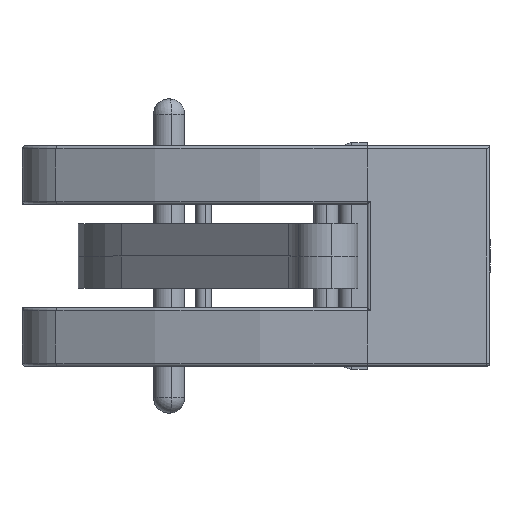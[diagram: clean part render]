
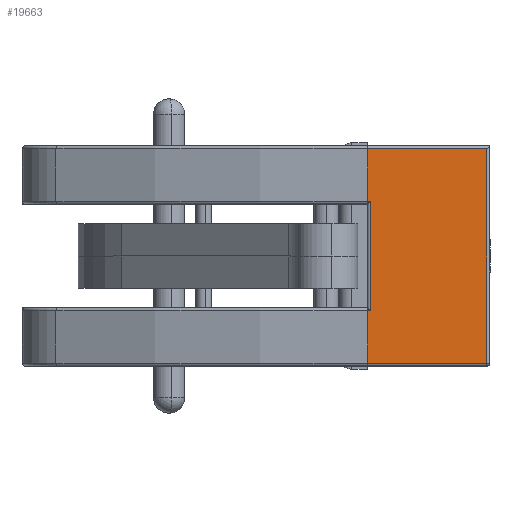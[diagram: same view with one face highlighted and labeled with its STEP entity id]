
A CAD part, left-side view. The second image highlights one B-rep face of the part: STEP entity #19663.
In plain terms, the highlighted planar face has unit normal (-1, 0, 0).
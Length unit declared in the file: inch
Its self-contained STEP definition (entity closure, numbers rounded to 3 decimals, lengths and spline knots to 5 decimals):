
#3951 = FACE_OUTER_BOUND ( 'NONE', #40571, .T. ) ;
#15827 = EDGE_CURVE ( 'NONE', #52653, #53832, #60371, .T. ) ;
#15832 = EDGE_CURVE ( 'NONE', #53833, #52650, #60367, .T. ) ;
#15833 = EDGE_CURVE ( 'NONE', #52650, #52651, #60381, .T. ) ;
#15834 = EDGE_CURVE ( 'NONE', #52651, #53834, #60383, .T. ) ;
#15835 = EDGE_CURVE ( 'NONE', #53835, #52652, #60385, .T. ) ;
#16519 = EDGE_CURVE ( 'NONE', #52652, #52653, #60389, .T. ) ;
#19663 = ADVANCED_FACE ( 'NONE', ( #3951 ), #28872, .F. ) ;
#28871 = CARTESIAN_POINT ( 'NONE',  ( -3.625, 0., 1.09375 ) ) ;
#28872 = PLANE ( 'NONE',  #29844 ) ;
#28877 = DIRECTION ( 'NONE',  ( 1., 0., 0. ) ) ;
#28878 = DIRECTION ( 'NONE',  ( 0., 0., -1. ) ) ;
#29844 = AXIS2_PLACEMENT_3D ( 'NONE', #28871, #28877, #28878 ) ;
#34604 = CARTESIAN_POINT ( 'NONE',  ( -3.625, 1.21825, 1.09375 ) ) ;
#34605 = DIRECTION ( 'NONE',  ( 0., 0., -1. ) ) ;
#34612 = CARTESIAN_POINT ( 'NONE',  ( -3.625, 1.21825, 1.09375 ) ) ;
#34613 = DIRECTION ( 'NONE',  ( 0., 0., -1. ) ) ;
#35031 = CARTESIAN_POINT ( 'NONE',  ( -3.625, 1.18825, 0.54563 ) ) ;
#35032 = CARTESIAN_POINT ( 'NONE',  ( -3.625, 1.18825, -0.54562 ) ) ;
#35033 = CARTESIAN_POINT ( 'NONE',  ( -3.625, 0.03, -1.06375 ) ) ;
#35034 = CARTESIAN_POINT ( 'NONE',  ( -3.625, 0.03, 1.06375 ) ) ;
#35676 = LINE ( 'NONE', #34612, #35684 ) ;
#35678 = LINE ( 'NONE', #34604, #35679 ) ;
#35679 = VECTOR ( 'NONE', #34605, 39.37008 ) ;
#35684 = VECTOR ( 'NONE', #34613, 39.37008 ) ;
#37924 = CARTESIAN_POINT ( 'NONE',  ( -3.625, 1.21825, 1.06375 ) ) ;
#37925 = CARTESIAN_POINT ( 'NONE',  ( -3.625, 1.21825, 0.54563 ) ) ;
#37926 = CARTESIAN_POINT ( 'NONE',  ( -3.625, 1.21825, -0.54562 ) ) ;
#37927 = CARTESIAN_POINT ( 'NONE',  ( -3.625, 1.21825, -1.06375 ) ) ;
#40571 = EDGE_LOOP ( 'NONE', ( #41170, #41171, #41172, #41173, #41174, #41175, #41176, #41177 ) ) ;
#41170 = ORIENTED_EDGE ( 'NONE', *, *, #50790, .T. ) ;
#41171 = ORIENTED_EDGE ( 'NONE', *, *, #15832, .T. ) ;
#41172 = ORIENTED_EDGE ( 'NONE', *, *, #15833, .T. ) ;
#41173 = ORIENTED_EDGE ( 'NONE', *, *, #15834, .T. ) ;
#41174 = ORIENTED_EDGE ( 'NONE', *, *, #50797, .T. ) ;
#41175 = ORIENTED_EDGE ( 'NONE', *, *, #15835, .T. ) ;
#41176 = ORIENTED_EDGE ( 'NONE', *, *, #16519, .T. ) ;
#41177 = ORIENTED_EDGE ( 'NONE', *, *, #15827, .T. ) ;
#50790 = EDGE_CURVE ( 'NONE', #53832, #53833, #35678, .T. ) ;
#50797 = EDGE_CURVE ( 'NONE', #53834, #53835, #35676, .T. ) ;
#52650 = VERTEX_POINT ( 'NONE', #35031 ) ;
#52651 = VERTEX_POINT ( 'NONE', #35032 ) ;
#52652 = VERTEX_POINT ( 'NONE', #35033 ) ;
#52653 = VERTEX_POINT ( 'NONE', #35034 ) ;
#53832 = VERTEX_POINT ( 'NONE', #37924 ) ;
#53833 = VERTEX_POINT ( 'NONE', #37925 ) ;
#53834 = VERTEX_POINT ( 'NONE', #37926 ) ;
#53835 = VERTEX_POINT ( 'NONE', #37927 ) ;
#59391 = CARTESIAN_POINT ( 'NONE',  ( -3.625, 0., 1.06375 ) ) ;
#59392 = DIRECTION ( 'NONE',  ( 0., 1., 0. ) ) ;
#59403 = CARTESIAN_POINT ( 'NONE',  ( -3.625, 1.21825, 0.54563 ) ) ;
#59404 = DIRECTION ( 'NONE',  ( 0., -1., 0. ) ) ;
#59405 = CARTESIAN_POINT ( 'NONE',  ( -3.625, 1.18825, 1.09375 ) ) ;
#59406 = DIRECTION ( 'NONE',  ( 0., 0., -1. ) ) ;
#59407 = CARTESIAN_POINT ( 'NONE',  ( -3.625, 4.3133, -0.54562 ) ) ;
#59408 = DIRECTION ( 'NONE',  ( 0., 1., 0. ) ) ;
#59409 = CARTESIAN_POINT ( 'NONE',  ( -3.625, 0., -1.06375 ) ) ;
#59410 = DIRECTION ( 'NONE',  ( 0., -1., 0. ) ) ;
#59414 = CARTESIAN_POINT ( 'NONE',  ( -3.625, 0.03, 1.09375 ) ) ;
#59415 = DIRECTION ( 'NONE',  ( 0., 0., 1. ) ) ;
#60367 = LINE ( 'NONE', #59403, #60377 ) ;
#60371 = LINE ( 'NONE', #59391, #60372 ) ;
#60372 = VECTOR ( 'NONE', #59392, 39.37008 ) ;
#60377 = VECTOR ( 'NONE', #59404, 39.37008 ) ;
#60381 = LINE ( 'NONE', #59405, #60382 ) ;
#60382 = VECTOR ( 'NONE', #59406, 39.37008 ) ;
#60383 = LINE ( 'NONE', #59407, #60384 ) ;
#60384 = VECTOR ( 'NONE', #59408, 39.37008 ) ;
#60385 = LINE ( 'NONE', #59409, #60386 ) ;
#60386 = VECTOR ( 'NONE', #59410, 39.37008 ) ;
#60389 = LINE ( 'NONE', #59414, #60390 ) ;
#60390 = VECTOR ( 'NONE', #59415, 39.37008 ) ;
